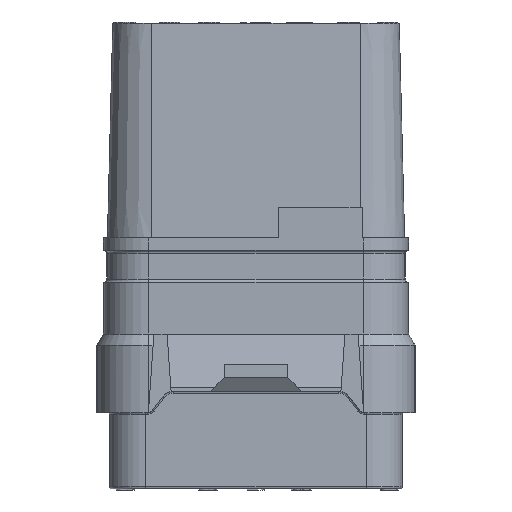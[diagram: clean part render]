
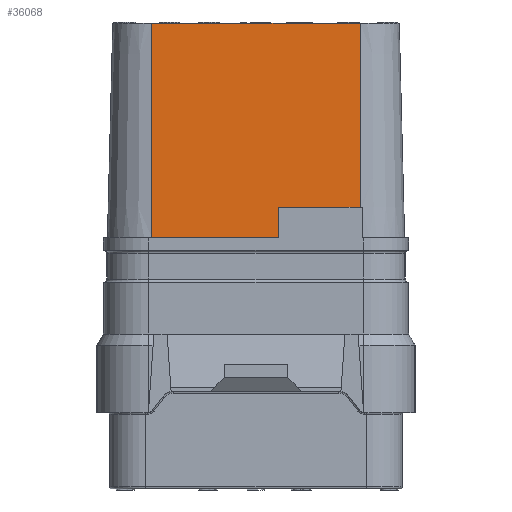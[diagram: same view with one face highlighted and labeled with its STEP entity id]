
A CAD part, front view. The second image highlights one B-rep face of the part: STEP entity #36068.
In plain terms, the highlighted planar face has unit normal (0, -1, 0.025).
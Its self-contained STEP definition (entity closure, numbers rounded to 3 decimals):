
#23=DIRECTION('',(-1.,0.,0.));
#24=VECTOR('',#23,9.801);
#25=CARTESIAN_POINT('',(4.9,-5.75,10.12));
#26=LINE('',#25,#24);
#2361=DIRECTION('',(-1.,0.,0.));
#2362=VECTOR('',#2361,5.95);
#2363=CARTESIAN_POINT('',(1.05,-6.,0.));
#2364=LINE('',#2363,#2362);
#2369=DIRECTION('',(0.,0.025,1.));
#2370=VECTOR('',#2369,1.45);
#2371=CARTESIAN_POINT('',(1.05,-6.,0.));
#2372=LINE('',#2371,#2370);
#2373=CARTESIAN_POINT('',(4.9,-5.964,1.45));
#2374=CARTESIAN_POINT('',(4.9,-5.941,2.394));
#2375=CARTESIAN_POINT('',(4.9,-5.894,4.294));
#2376=CARTESIAN_POINT('',(4.9,-5.822,7.184));
#2377=CARTESIAN_POINT('',(4.9,-5.774,9.137));
#2378=CARTESIAN_POINT('',(4.9,-5.75,10.12));
#2380=DIRECTION('',(-1.,0.,0.));
#2381=VECTOR('',#2380,3.85);
#2382=CARTESIAN_POINT('',(4.9,-5.964,1.45));
#2383=LINE('',#2382,#2381);
#2384=CARTESIAN_POINT('',(-4.9,-6.,0.));
#2385=CARTESIAN_POINT('',(-4.9,-5.973,
1.086));
#2386=CARTESIAN_POINT('',(-4.9,-5.919,
3.284));
#2387=CARTESIAN_POINT('',(-4.9,-5.836,
6.657));
#2388=CARTESIAN_POINT('',(-4.9,-5.779,
8.957));
#2389=CARTESIAN_POINT('',(-4.9,-5.75,10.12));
#27479=CARTESIAN_POINT('',(1.05,-6.,0.));
#27481=VERTEX_POINT('',#27479);
#27488=CARTESIAN_POINT('',(1.05,-5.964,1.45));
#27489=VERTEX_POINT('',#27488);
#27496=CARTESIAN_POINT('',(-4.9,-6.,
0.));
#27498=VERTEX_POINT('',#27496);
#27510=CARTESIAN_POINT('',(4.9,-5.75,10.12));
#27511=VERTEX_POINT('',#27510);
#27512=CARTESIAN_POINT('',(-4.9,-5.75,10.12));
#27513=VERTEX_POINT('',#27512);
#27520=CARTESIAN_POINT('',(4.9,-5.964,1.45));
#27521=VERTEX_POINT('',#27520);
#36052=CARTESIAN_POINT('',(0.,-5.875,5.06));
#36053=DIRECTION('',(0.,1.,-0.025));
#36054=DIRECTION('',(-1.,0.,0.));
#36055=AXIS2_PLACEMENT_3D('',#36052,#36053,#36054);
#36056=PLANE('',#36055);
#36057=ORIENTED_EDGE('',*,*,#36043,.F.);
#36058=ORIENTED_EDGE('',*,*,#36032,.T.);
#36060=ORIENTED_EDGE('',*,*,#36059,.T.);
#36061=ORIENTED_EDGE('',*,*,#34777,.F.);
#36063=ORIENTED_EDGE('',*,*,#36062,.F.);
#36065=ORIENTED_EDGE('',*,*,#36064,.T.);
#36066=EDGE_LOOP('',(#36057,#36058,#36060,#36061,#36063,#36065));
#36067=FACE_OUTER_BOUND('',#36066,.F.);
#36068=ADVANCED_FACE('',(#36067),#36056,.F.);
#2379=B_SPLINE_CURVE_WITH_KNOTS('',3,(#2373,#2374,#2375,#2376,#2377,#2378),
.UNSPECIFIED.,.F.,.F.,(4,1,1,4),(0.,0.333,0.667,1.),
.UNSPECIFIED.);
#2390=B_SPLINE_CURVE_WITH_KNOTS('',3,(#2384,#2385,#2386,#2387,#2388,#2389),
.UNSPECIFIED.,.F.,.F.,(4,1,1,4),(0.,0.333,0.667,1.),
.UNSPECIFIED.);
#34777=EDGE_CURVE('',#27511,#27513,#26,.T.);
#36032=EDGE_CURVE('',#27481,#27498,#2364,.T.);
#36043=EDGE_CURVE('',#27481,#27489,#2372,.T.);
#36059=EDGE_CURVE('',#27498,#27513,#2390,.T.);
#36062=EDGE_CURVE('',#27521,#27511,#2379,.T.);
#36064=EDGE_CURVE('',#27521,#27489,#2383,.T.);
